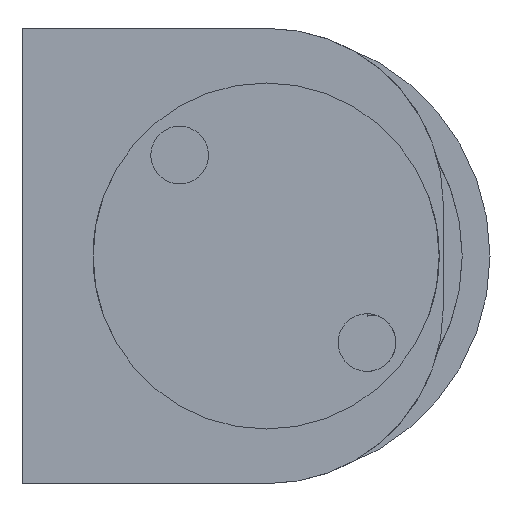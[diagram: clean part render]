
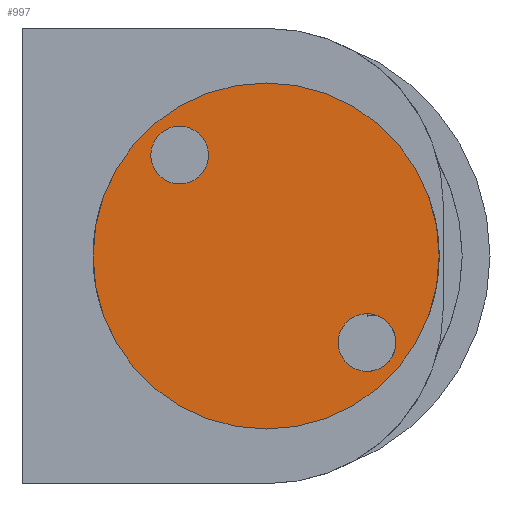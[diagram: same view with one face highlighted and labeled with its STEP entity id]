
A CAD part, front view. The second image highlights one B-rep face of the part: STEP entity #997.
In plain terms, the highlighted planar face has unit normal (0, -1, 0).
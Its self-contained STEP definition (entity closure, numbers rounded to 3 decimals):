
#15 = DIRECTION ( 'NONE',  ( 0., 0., 1. ) ) ;
#72 = CIRCLE ( 'NONE', #1987, 2.5 ) ;
#88 = PLANE ( 'NONE',  #481 ) ;
#121 = CARTESIAN_POINT ( 'NONE',  ( 0., -21.55, 15. ) ) ;
#162 = ORIENTED_EDGE ( 'NONE', *, *, #1169, .F. ) ;
#182 = DIRECTION ( 'NONE',  ( 0., 0., 1. ) ) ;
#221 = AXIS2_PLACEMENT_3D ( 'NONE', #1178, #248, #370 ) ;
#243 = DIRECTION ( 'NONE',  ( 0., -1., 0. ) ) ;
#248 = DIRECTION ( 'NONE',  ( 0., -1., 0. ) ) ;
#263 = DIRECTION ( 'NONE',  ( 0., 0., 1. ) ) ;
#320 = AXIS2_PLACEMENT_3D ( 'NONE', #1825, #362, #377 ) ;
#362 = DIRECTION ( 'NONE',  ( 0., -1., 0. ) ) ;
#367 = ORIENTED_EDGE ( 'NONE', *, *, #1676, .F. ) ;
#370 = DIRECTION ( 'NONE',  ( 0., 0., -1. ) ) ;
#377 = DIRECTION ( 'NONE',  ( 0., 0., -1. ) ) ;
#429 = ORIENTED_EDGE ( 'NONE', *, *, #949, .F. ) ;
#438 = DIRECTION ( 'NONE',  ( 0., 0., 1. ) ) ;
#461 = VERTEX_POINT ( 'NONE', #1288 ) ;
#467 = AXIS2_PLACEMENT_3D ( 'NONE', #1182, #243, #263 ) ;
#481 = AXIS2_PLACEMENT_3D ( 'NONE', #1374, #567, #520 ) ;
#503 = DIRECTION ( 'NONE',  ( 0., 1., 0. ) ) ;
#520 = DIRECTION ( 'NONE',  ( 0., 0., 1. ) ) ;
#525 = CIRCLE ( 'NONE', #897, 15. ) ;
#567 = DIRECTION ( 'NONE',  ( 0., 1., 0. ) ) ;
#713 = EDGE_LOOP ( 'NONE', ( #367, #162 ) ) ;
#726 = FACE_OUTER_BOUND ( 'NONE', #877, .T. ) ;
#790 = EDGE_CURVE ( 'NONE', #1651, #1030, #1728, .T. ) ;
#794 = CARTESIAN_POINT ( 'NONE',  ( 0., -21.55, 0. ) ) ;
#804 = VERTEX_POINT ( 'NONE', #964 ) ;
#877 = EDGE_LOOP ( 'NONE', ( #1754, #1232 ) ) ;
#897 = AXIS2_PLACEMENT_3D ( 'NONE', #1800, #503, #182 ) ;
#908 = CIRCLE ( 'NONE', #467, 2.5 ) ;
#949 = EDGE_CURVE ( 'NONE', #1946, #804, #1567, .T. ) ;
#954 = EDGE_CURVE ( 'NONE', #804, #1946, #2033, .T. ) ;
#964 = CARTESIAN_POINT ( 'NONE',  ( -7.5, -21.55, 11.25 ) ) ;
#987 = AXIS2_PLACEMENT_3D ( 'NONE', #794, #1282, #15 ) ;
#988 = CARTESIAN_POINT ( 'NONE',  ( -7.5, -21.55, 6.25 ) ) ;
#997 = ADVANCED_FACE ( 'NONE', ( #1534, #2015, #726 ), #88, .F. ) ;
#1010 = CARTESIAN_POINT ( 'NONE',  ( 0., -21.55, -15. ) ) ;
#1030 = VERTEX_POINT ( 'NONE', #1010 ) ;
#1084 = CARTESIAN_POINT ( 'NONE',  ( 8.75, -21.55, -7.5 ) ) ;
#1166 = VERTEX_POINT ( 'NONE', #1218 ) ;
#1169 = EDGE_CURVE ( 'NONE', #461, #1166, #908, .T. ) ;
#1178 = CARTESIAN_POINT ( 'NONE',  ( -7.5, -21.55, 8.75 ) ) ;
#1182 = CARTESIAN_POINT ( 'NONE',  ( 8.75, -21.55, -7.5 ) ) ;
#1193 = DIRECTION ( 'NONE',  ( 0., -1., 0. ) ) ;
#1218 = CARTESIAN_POINT ( 'NONE',  ( 8.75, -21.55, -10. ) ) ;
#1232 = ORIENTED_EDGE ( 'NONE', *, *, #790, .F. ) ;
#1282 = DIRECTION ( 'NONE',  ( 0., 1., 0. ) ) ;
#1288 = CARTESIAN_POINT ( 'NONE',  ( 8.75, -21.55, -5. ) ) ;
#1311 = EDGE_CURVE ( 'NONE', #1030, #1651, #525, .T. ) ;
#1374 = CARTESIAN_POINT ( 'NONE',  ( 0., -21.55, 0. ) ) ;
#1534 = FACE_BOUND ( 'NONE', #1976, .T. ) ;
#1567 = CIRCLE ( 'NONE', #221, 2.5 ) ;
#1651 = VERTEX_POINT ( 'NONE', #121 ) ;
#1675 = ORIENTED_EDGE ( 'NONE', *, *, #954, .F. ) ;
#1676 = EDGE_CURVE ( 'NONE', #1166, #461, #72, .T. ) ;
#1728 = CIRCLE ( 'NONE', #987, 15. ) ;
#1754 = ORIENTED_EDGE ( 'NONE', *, *, #1311, .F. ) ;
#1800 = CARTESIAN_POINT ( 'NONE',  ( 0., -21.55, 0. ) ) ;
#1825 = CARTESIAN_POINT ( 'NONE',  ( -7.5, -21.55, 8.75 ) ) ;
#1946 = VERTEX_POINT ( 'NONE', #988 ) ;
#1976 = EDGE_LOOP ( 'NONE', ( #429, #1675 ) ) ;
#1987 = AXIS2_PLACEMENT_3D ( 'NONE', #1084, #1193, #438 ) ;
#2015 = FACE_BOUND ( 'NONE', #713, .T. ) ;
#2033 = CIRCLE ( 'NONE', #320, 2.5 ) ;
